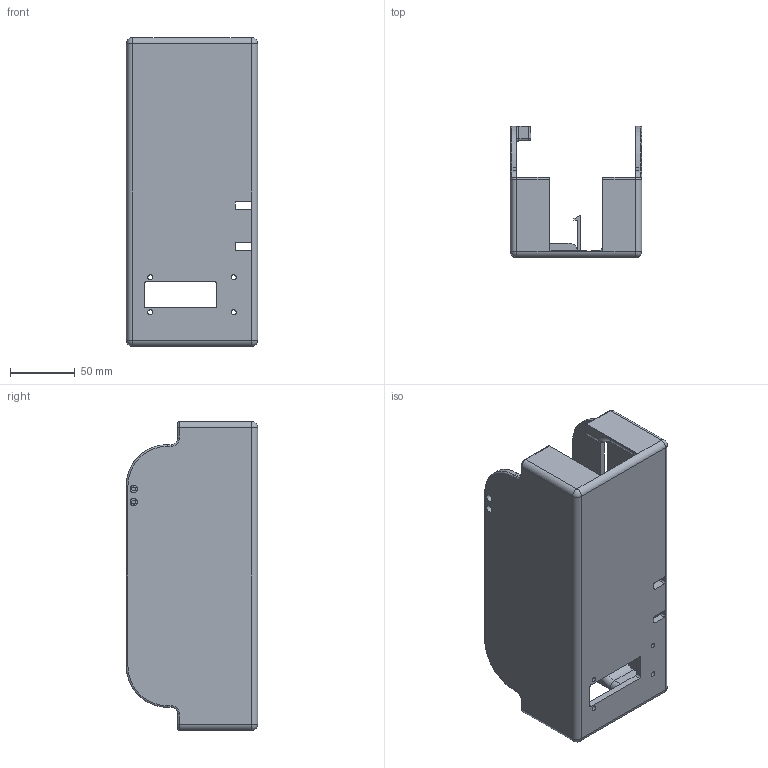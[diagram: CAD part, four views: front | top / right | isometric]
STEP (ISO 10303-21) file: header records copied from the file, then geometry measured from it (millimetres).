
FILE_DESCRIPTION(/* description */ (''),/* implementation_level */ '2;1');
FILE_NAME(/* name */ 'e25c94ea-8719-47a9-958c-18a2275e6948.stp',/* time_stamp */ '2019-06-10T16:28:07+00:00',/* author */ (''),/* organization */ (''),/* preprocessor_version */ 'ST-DEVELOPER v18',/* originating_system */ 'Autodesk Translation Framework v8.2.0.1029',/* authorisation */ '');
FILE_SCHEMA (('AUTOMOTIVE_DESIGN { 1 0 10303 214 3 1 1 }'));
Length unit declared in the file: inch
Products named in the file (2): v7.0.0_Chassis; Main Housing
Assembly tree (1 placements, depth 2):
  v7.0.0_Chassis
    Main Housing
Bounding box: 101.6 x 101.6 x 238.76 mm (x, y, z)
Volume: 360511.4 mm3; surface area: 156606.3 mm2
Topology: 1 solids, 1 shells, 544 faces, 1477 edges, 960 vertices
Faces by surface type: bspline 215, plane 178, cylinder 116, torus 25, sphere 10
Full cylindrical faces by diameter (mm): 2.75 x4, 3.048 x2, 3.81 x4, 4.75 x4, 5.715 x2, 7.62 x4, 7.623 x4, 25.4 x1
Entity records: 19247 total; most frequent: CARTESIAN_POINT 6679, ORIENTED_EDGE 2954, DIRECTION 1981, EDGE_CURVE 1477, VERTEX_POINT 960, LINE 769, VECTOR 769, AXIS2_PLACEMENT_3D 606
